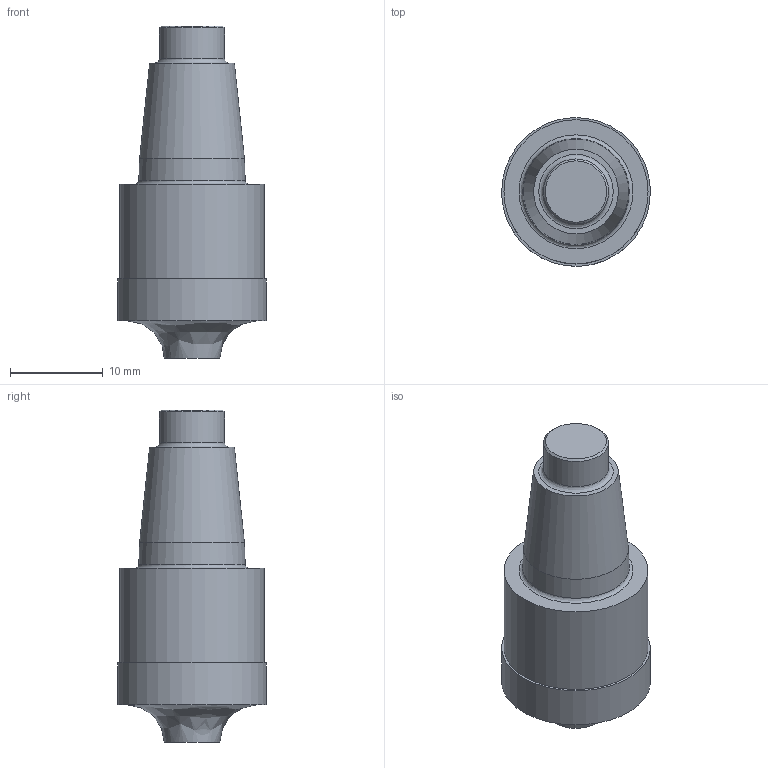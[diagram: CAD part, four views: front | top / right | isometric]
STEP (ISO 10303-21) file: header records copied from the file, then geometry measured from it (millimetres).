
FILE_DESCRIPTION(('STEP'), '1');
FILE_NAME('MOD000000000000000020082353200000.stp', '2018-11-28T15:14:35', (''), (''), 'Express v3.0.0.0', 'Express Tool', 'Unknown');
FILE_SCHEMA(('AUTOMOTIVE_DESIGN'));
Length unit declared in the file: millimetre
Products named in the file (1): 316_16UM400_16040G_SIM
Bounding box: 15.98 x 15.98 x 35.7 mm (x, y, z)
Volume: 4320.5 mm3; surface area: 2020.5 mm2
Topology: 2 solids, 2 shells, 16 faces, 29 edges, 21 vertices
Faces by surface type: bspline 16
Entity records: 784 total; most frequent: CARTESIAN_POINT 438, DIRECTION 53, ORIENTED_EDGE 46, EDGE_CURVE 23, AXIS2_PLACEMENT_3D 21, EDGE_LOOP 19, CIRCLE 18, ADVANCED_FACE 16
